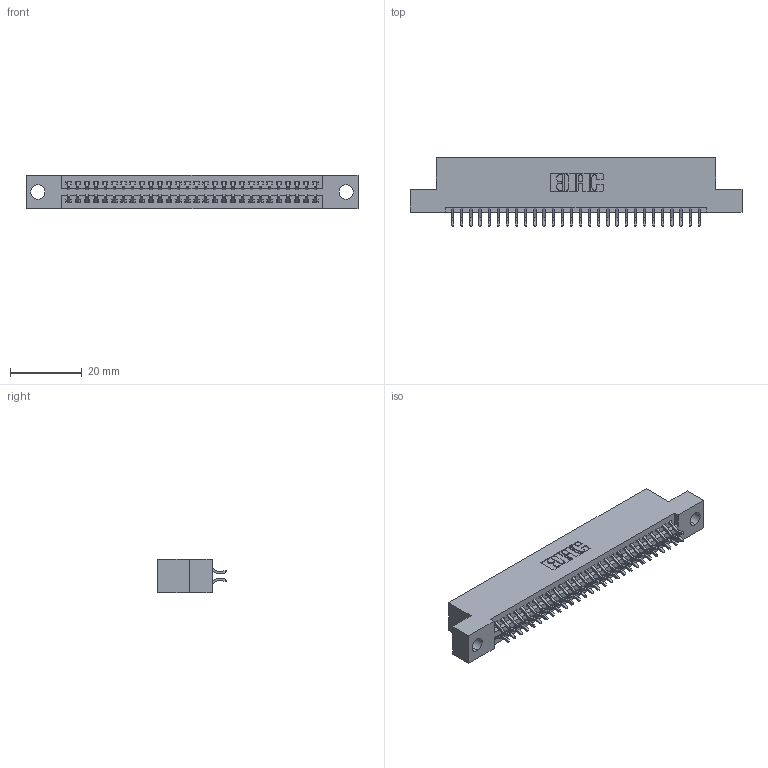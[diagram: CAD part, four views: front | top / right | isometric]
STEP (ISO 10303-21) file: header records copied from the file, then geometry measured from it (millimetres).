
FILE_DESCRIPTION (( 'STEP AP203' ), '1' );
FILE_NAME ('345-056-556-204.STEP', '2018-09-25T20:03:01', ( '' ), ( '' ), 'SwSTEP 2.0', 'SolidWorks 2016', '' );
FILE_SCHEMA (( 'CONFIG_CONTROL_DESIGN' ));
Length unit declared in the file: inch
Products named in the file (3): 345-056-556-204; 345-292-001_556 Tail; 345 Part_Flush Mounting Lugs - 0.156 Dia-TH
Assembly tree (57 placements, depth 2):
  345-056-556-204
    345 Part_Flush Mounting Lugs - 0.156 Dia-TH
    345-292-001_556 Tail  x56
Bounding box: 92.33 x 19.24 x 9.4 mm (x, y, z)
Volume: 8748.9 mm3; surface area: 12427.4 mm2
Topology: 57 solids, 57 shells, 3262 faces, 9693 edges, 6386 vertices
Faces by surface type: plane 2152, cylinder 1110
Entity records: 24077 total; most frequent: CARTESIAN_POINT 4064, ORIENTED_EDGE 3986, DIRECTION 3589, EDGE_CURVE 1993, LINE 1741, VECTOR 1741, VERTEX_POINT 1326, AXIS2_PLACEMENT_3D 924
